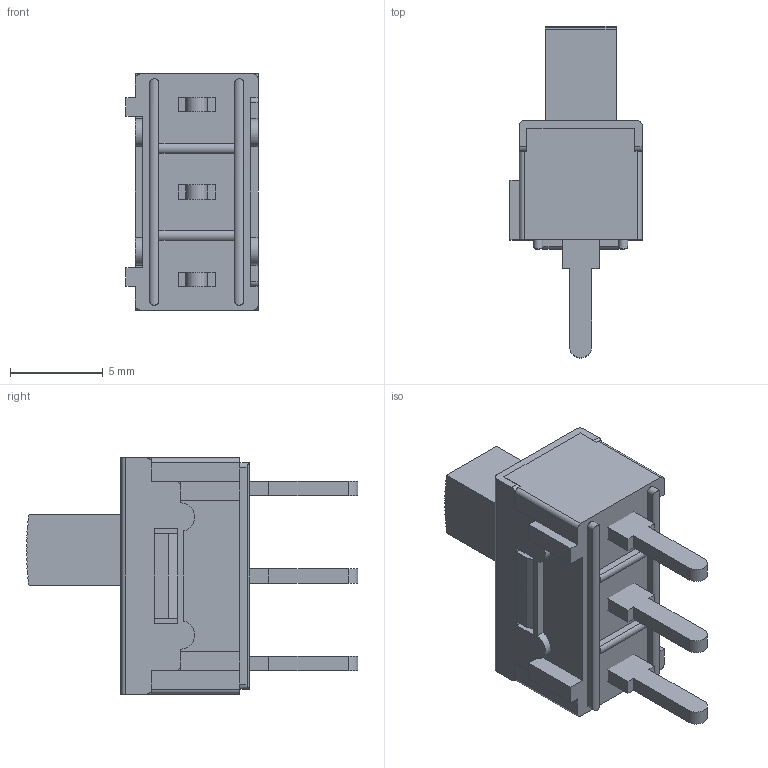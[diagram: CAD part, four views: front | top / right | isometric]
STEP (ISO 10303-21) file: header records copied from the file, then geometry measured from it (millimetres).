
FILE_DESCRIPTION(/* description */ ('STEP AP203'),/* implementation_level */ '2;1');
FILE_NAME(/* name */ 'MS12ANW03',/* time_stamp */ '2022-10-25T18:03:16+02:00',/* author */ ('License CC BY-ND 4.0'),/* organization */ ('CADENAS'),/* preprocessor_version */ 'ST-DEVELOPER v18.102',/* originating_system */ 'PARTsolutions',/* authorisation */ ' ');
FILE_SCHEMA (('CONFIG_CONTROL_DESIGN'));
Length unit declared in the file: inch
Products named in the file (5): MS12ANW03; MS1AN03actu; MS1N03brac; MS1NW03trmnls; MS1N03body
Assembly tree (4 placements, depth 2):
  MS12ANW03
    MS1AN03actu
    MS1N03brac
    MS1NW03trmnls
    MS1N03body
Bounding box: 7.11 x 17.85 x 12.7 mm (x, y, z)
Volume: 618.7 mm3; surface area: 1046 mm2
Topology: 4 solids, 4 shells, 185 faces, 495 edges, 324 vertices
Faces by surface type: plane 156, cylinder 29
Entity records: 5834 total; most frequent: CARTESIAN_POINT 1033, ORIENTED_EDGE 990, DIRECTION 921, EDGE_CURVE 495, LINE 441, VECTOR 441, VERTEX_POINT 324, AXIS2_PLACEMENT_3D 240
